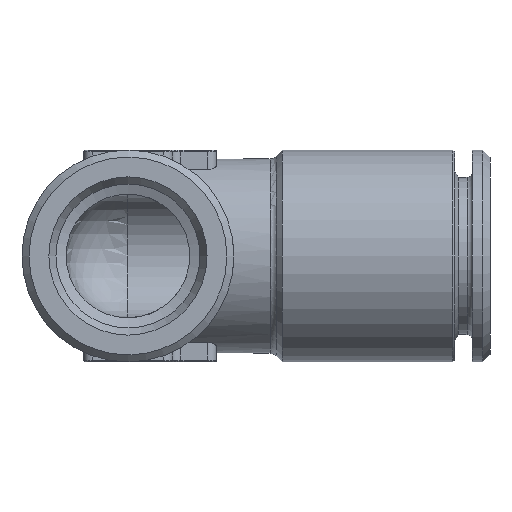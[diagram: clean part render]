
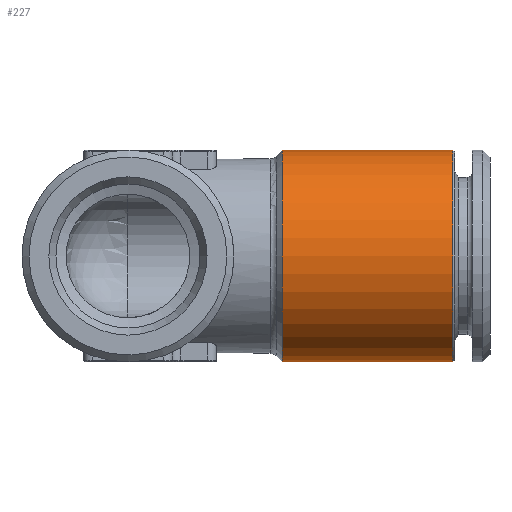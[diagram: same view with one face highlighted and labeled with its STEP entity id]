
A CAD part, front view. The second image highlights one B-rep face of the part: STEP entity #227.
In plain terms, the highlighted cylindrical face has radius 6 mm (diameter 12 mm), a full revolution.
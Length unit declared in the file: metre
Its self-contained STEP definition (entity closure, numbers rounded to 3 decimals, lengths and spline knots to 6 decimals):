
#227 = ADVANCED_FACE( 'NONE', ( #496, #497 ), #498, .T. );
#496 = FACE_OUTER_BOUND( '', #942, .T. );
#497 = FACE_OUTER_BOUND( '', #943, .T. );
#498 = CYLINDRICAL_SURFACE( '', #944, 0.006 );
#942 = EDGE_LOOP( '', ( #1500 ) );
#943 = EDGE_LOOP( '', ( #1501 ) );
#944 = AXIS2_PLACEMENT_3D( '', #1502, #1503, #1504 );
#1500 = ORIENTED_EDGE( '', *, *, #1744, .T. );
#1501 = ORIENTED_EDGE( '', *, *, #1927, .T. );
#1502 = CARTESIAN_POINT( '', ( 0., 0., 0. ) );
#1503 = DIRECTION( '', ( 1., 0., 0. ) );
#1504 = DIRECTION( '', ( 0., 0., 1. ) );
#1744 = EDGE_CURVE( 'NONE', #2015, #2015, #2016, .T. );
#1927 = EDGE_CURVE( 'NONE', #2288, #2288, #2289, .T. );
#2015 = VERTEX_POINT( '', #2409 );
#2016 = CIRCLE( '', #2410, 0.006 );
#2288 = VERTEX_POINT( '', #2964 );
#2289 = CIRCLE( '', #2965, 0.006 );
#2409 = CARTESIAN_POINT( '', ( 0.00875, 0., -0.006 ) );
#2410 = AXIS2_PLACEMENT_3D( '', #3073, #3074, #3075 );
#2964 = CARTESIAN_POINT( '', ( 0.0184, 0., 0.006 ) );
#2965 = AXIS2_PLACEMENT_3D( '', #3316, #3317, #3318 );
#3073 = CARTESIAN_POINT( '', ( 0.00875, 0., 0. ) );
#3074 = DIRECTION( '', ( 1., 0., 0. ) );
#3075 = DIRECTION( '', ( 0., 0., -1. ) );
#3316 = CARTESIAN_POINT( '', ( 0.0184, 0., 0. ) );
#3317 = DIRECTION( '', ( -1., 0., 0. ) );
#3318 = DIRECTION( '', ( 0., 0., 1. ) );
